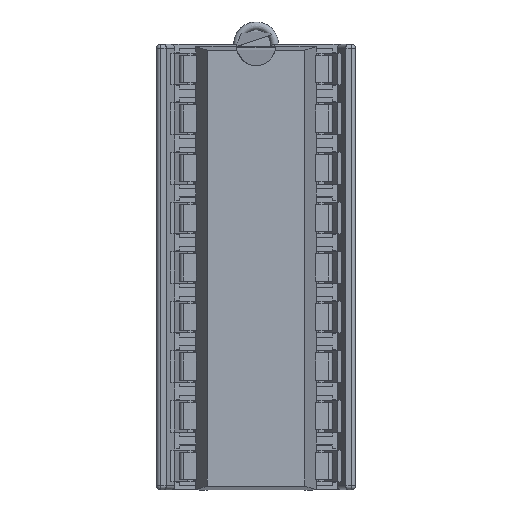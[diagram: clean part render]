
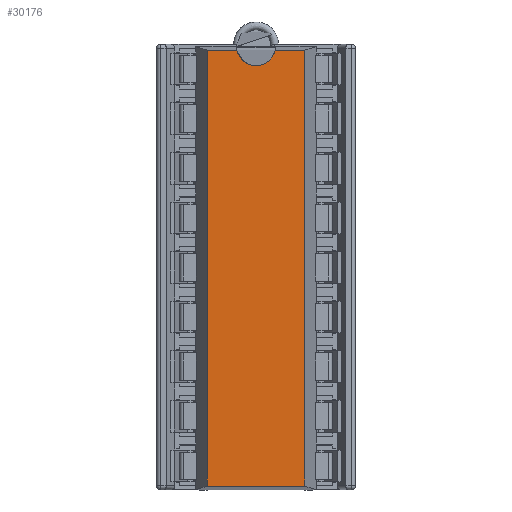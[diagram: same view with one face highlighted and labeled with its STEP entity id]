
A CAD part, top view. The second image highlights one B-rep face of the part: STEP entity #30176.
In plain terms, the highlighted planar face has unit normal (0, 0, 1).
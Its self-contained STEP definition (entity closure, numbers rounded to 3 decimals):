
#28990 = EDGE_CURVE('',#28991,#28993,#28995,.T.);
#28991 = VERTEX_POINT('',#28992);
#28992 = CARTESIAN_POINT('',(2.5,0.96,8.48));
#28993 = VERTEX_POINT('',#28994);
#28994 = CARTESIAN_POINT('',(2.5,-21.36,8.48));
#28995 = LINE('',#28996,#28997);
#28996 = CARTESIAN_POINT('',(2.5,1.16,8.48));
#28997 = VECTOR('',#28998,1.);
#28998 = DIRECTION('',(0.,-1.,0.));
#29480 = VERTEX_POINT('',#29481);
#29481 = CARTESIAN_POINT('',(-2.5,0.96,8.48));
#29487 = EDGE_CURVE('',#29480,#29488,#29490,.T.);
#29488 = VERTEX_POINT('',#29489);
#29489 = CARTESIAN_POINT('',(-2.5,-21.36,8.48));
#29490 = LINE('',#29491,#29492);
#29491 = CARTESIAN_POINT('',(-2.5,1.16,8.48));
#29492 = VECTOR('',#29493,1.);
#29493 = DIRECTION('',(0.,-1.,0.));
#30176 = ADVANCED_FACE('',(#30177),#30210,.F.);
#30177 = FACE_BOUND('',#30178,.F.);
#30178 = EDGE_LOOP('',(#30179,#30180,#30188,#30197,#30203,#30204));
#30179 = ORIENTED_EDGE('',*,*,#29487,.F.);
#30180 = ORIENTED_EDGE('',*,*,#30181,.T.);
#30181 = EDGE_CURVE('',#29480,#30182,#30184,.T.);
#30182 = VERTEX_POINT('',#30183);
#30183 = CARTESIAN_POINT('',(-0.98,0.96,8.48));
#30184 = LINE('',#30185,#30186);
#30185 = CARTESIAN_POINT('',(-25.764,0.96,8.48));
#30186 = VECTOR('',#30187,1.);
#30187 = DIRECTION('',(1.,0.,0.));
#30188 = ORIENTED_EDGE('',*,*,#30189,.T.);
#30189 = EDGE_CURVE('',#30182,#30190,#30192,.T.);
#30190 = VERTEX_POINT('',#30191);
#30191 = CARTESIAN_POINT('',(0.98,0.96,8.48));
#30192 = CIRCLE('',#30193,1.);
#30193 = AXIS2_PLACEMENT_3D('',#30194,#30195,#30196);
#30194 = CARTESIAN_POINT('',(0.,1.16,8.48));
#30195 = DIRECTION('',(0.,0.,1.));
#30196 = DIRECTION('',(1.,0.,0.));
#30197 = ORIENTED_EDGE('',*,*,#30198,.T.);
#30198 = EDGE_CURVE('',#30190,#28991,#30199,.T.);
#30199 = LINE('',#30200,#30201);
#30200 = CARTESIAN_POINT('',(-25.764,0.96,8.48));
#30201 = VECTOR('',#30202,1.);
#30202 = DIRECTION('',(1.,0.,0.));
#30203 = ORIENTED_EDGE('',*,*,#28990,.T.);
#30204 = ORIENTED_EDGE('',*,*,#30205,.F.);
#30205 = EDGE_CURVE('',#29488,#28993,#30206,.T.);
#30206 = LINE('',#30207,#30208);
#30207 = CARTESIAN_POINT('',(-25.764,-21.36,8.48));
#30208 = VECTOR('',#30209,1.);
#30209 = DIRECTION('',(1.,0.,0.));
#30210 = PLANE('',#30211);
#30211 = AXIS2_PLACEMENT_3D('',#30212,#30213,#30214);
#30212 = CARTESIAN_POINT('',(2.5,1.16,8.48));
#30213 = DIRECTION('',(0.,0.,-1.));
#30214 = DIRECTION('',(-1.,0.,0.));
